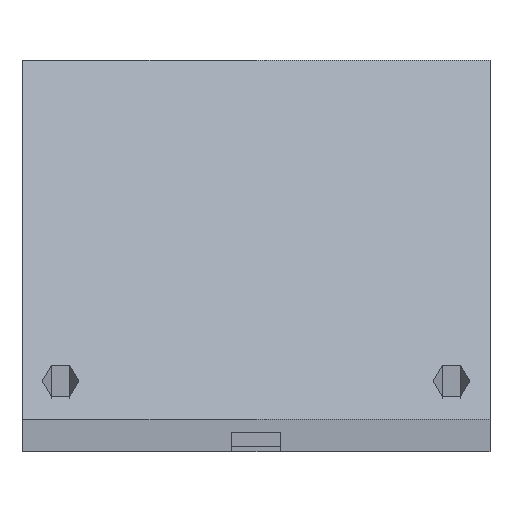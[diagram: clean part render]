
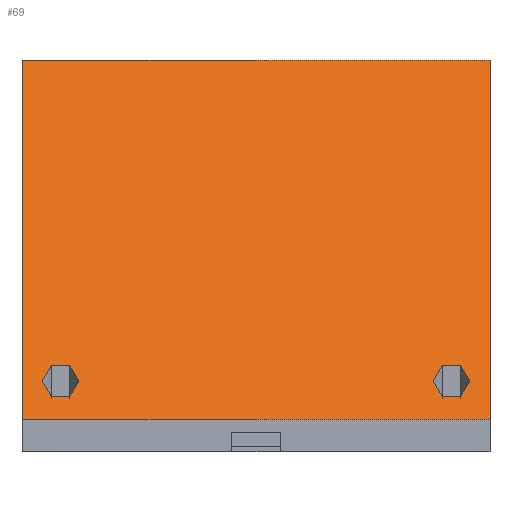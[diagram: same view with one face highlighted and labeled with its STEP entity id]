
A CAD part, front view. The second image highlights one B-rep face of the part: STEP entity #69.
In plain terms, the highlighted planar face has unit normal (0, -0.707, 0.707).
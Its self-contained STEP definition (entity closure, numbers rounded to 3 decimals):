
#20=FACE_BOUND('',#266,.T.);
#21=FACE_BOUND('',#267,.T.);
#69=ADVANCED_FACE('',(#164,#20,#21),#1628,.T.);
#164=FACE_OUTER_BOUND('',#265,.T.);
#265=EDGE_LOOP('',(#503,#504,#505,#506));
#266=EDGE_LOOP('',(#507,#508,#509,#510,#511,#512));
#267=EDGE_LOOP('',(#513,#514,#515,#516,#517,#518));
#503=ORIENTED_EDGE('',*,*,#968,.T.);
#504=ORIENTED_EDGE('',*,*,#966,.F.);
#505=ORIENTED_EDGE('',*,*,#965,.T.);
#506=ORIENTED_EDGE('',*,*,#967,.F.);
#507=ORIENTED_EDGE('',*,*,#952,.T.);
#508=ORIENTED_EDGE('',*,*,#964,.T.);
#509=ORIENTED_EDGE('',*,*,#961,.T.);
#510=ORIENTED_EDGE('',*,*,#960,.T.);
#511=ORIENTED_EDGE('',*,*,#957,.T.);
#512=ORIENTED_EDGE('',*,*,#954,.T.);
#513=ORIENTED_EDGE('',*,*,#934,.T.);
#514=ORIENTED_EDGE('',*,*,#946,.T.);
#515=ORIENTED_EDGE('',*,*,#943,.T.);
#516=ORIENTED_EDGE('',*,*,#942,.T.);
#517=ORIENTED_EDGE('',*,*,#939,.T.);
#518=ORIENTED_EDGE('',*,*,#936,.T.);
#934=EDGE_CURVE('',#1460,#1461,#1238,.T.);
#936=EDGE_CURVE('',#1462,#1460,#1240,.T.);
#939=EDGE_CURVE('',#1463,#1462,#1243,.T.);
#942=EDGE_CURVE('',#1464,#1463,#1246,.T.);
#943=EDGE_CURVE('',#1465,#1464,#1247,.T.);
#946=EDGE_CURVE('',#1461,#1465,#1250,.T.);
#952=EDGE_CURVE('',#1473,#1474,#1256,.T.);
#954=EDGE_CURVE('',#1475,#1473,#1258,.T.);
#957=EDGE_CURVE('',#1476,#1475,#1261,.T.);
#960=EDGE_CURVE('',#1477,#1476,#1264,.T.);
#961=EDGE_CURVE('',#1478,#1477,#1265,.T.);
#964=EDGE_CURVE('',#1474,#1478,#1268,.T.);
#965=EDGE_CURVE('',#1479,#1480,#1269,.T.);
#966=EDGE_CURVE('',#1479,#1481,#1270,.T.);
#967=EDGE_CURVE('',#1482,#1480,#1271,.T.);
#968=EDGE_CURVE('',#1482,#1481,#1272,.T.);
#1238=B_SPLINE_CURVE_WITH_KNOTS('',3,(#2423,#2424,#2425,#2426),
 .UNSPECIFIED.,.F.,.F.,(4,4),(0.,4.365),.UNSPECIFIED.);
#1240=B_SPLINE_CURVE_WITH_KNOTS('',1,(#2429,#2430),.UNSPECIFIED.,.F.,.F.,
(2,2),(-6.6,-3.3),.UNSPECIFIED.);
#1243=B_SPLINE_CURVE_WITH_KNOTS('',3,(#2435,#2436,#2437,#2438),
 .UNSPECIFIED.,.F.,.F.,(4,4),(0.,4.365),.UNSPECIFIED.);
#1246=B_SPLINE_CURVE_WITH_KNOTS('',3,(#2443,#2444,#2445,#2446),
 .UNSPECIFIED.,.F.,.F.,(4,4),(0.,4.365),.UNSPECIFIED.);
#1247=B_SPLINE_CURVE_WITH_KNOTS('',1,(#2447,#2448),.UNSPECIFIED.,.F.,.F.,
(2,2),(-16.5,-13.2),.UNSPECIFIED.);
#1250=B_SPLINE_CURVE_WITH_KNOTS('',3,(#2453,#2454,#2455,#2456),
 .UNSPECIFIED.,.F.,.F.,(4,4),(0.,4.365),.UNSPECIFIED.);
#1256=B_SPLINE_CURVE_WITH_KNOTS('',3,(#2467,#2468,#2469,#2470),
 .UNSPECIFIED.,.F.,.F.,(4,4),(0.,4.365),.UNSPECIFIED.);
#1258=B_SPLINE_CURVE_WITH_KNOTS('',1,(#2473,#2474),.UNSPECIFIED.,.F.,.F.,
(2,2),(-6.6,-3.3),.UNSPECIFIED.);
#1261=B_SPLINE_CURVE_WITH_KNOTS('',3,(#2479,#2480,#2481,#2482),
 .UNSPECIFIED.,.F.,.F.,(4,4),(0.,4.365),.UNSPECIFIED.);
#1264=B_SPLINE_CURVE_WITH_KNOTS('',3,(#2487,#2488,#2489,#2490),
 .UNSPECIFIED.,.F.,.F.,(4,4),(0.,4.365),.UNSPECIFIED.);
#1265=B_SPLINE_CURVE_WITH_KNOTS('',1,(#2491,#2492),.UNSPECIFIED.,.F.,.F.,
(2,2),(-16.5,-13.2),.UNSPECIFIED.);
#1268=B_SPLINE_CURVE_WITH_KNOTS('',3,(#2497,#2498,#2499,#2500),
 .UNSPECIFIED.,.F.,.F.,(4,4),(0.,4.365),.UNSPECIFIED.);
#1269=B_SPLINE_CURVE_WITH_KNOTS('',1,(#2501,#2502),.UNSPECIFIED.,.F.,.F.,
(2,2),(0.,85.),.UNSPECIFIED.);
#1270=B_SPLINE_CURVE_WITH_KNOTS('',1,(#2503,#2504),.UNSPECIFIED.,.F.,.F.,
(2,2),(0.,92.224),.UNSPECIFIED.);
#1271=B_SPLINE_CURVE_WITH_KNOTS('',1,(#2505,#2506),.UNSPECIFIED.,.F.,.F.,
(2,2),(-92.224,0.),.UNSPECIFIED.);
#1272=B_SPLINE_CURVE_WITH_KNOTS('',1,(#2507,#2508),.UNSPECIFIED.,.F.,.F.,
(2,2),(-85.,0.),.UNSPECIFIED.);
#1460=VERTEX_POINT('',#2170);
#1461=VERTEX_POINT('',#2171);
#1462=VERTEX_POINT('',#2172);
#1463=VERTEX_POINT('',#2173);
#1464=VERTEX_POINT('',#2174);
#1465=VERTEX_POINT('',#2175);
#1473=VERTEX_POINT('',#2183);
#1474=VERTEX_POINT('',#2184);
#1475=VERTEX_POINT('',#2185);
#1476=VERTEX_POINT('',#2186);
#1477=VERTEX_POINT('',#2187);
#1478=VERTEX_POINT('',#2188);
#1479=VERTEX_POINT('',#2189);
#1480=VERTEX_POINT('',#2190);
#1481=VERTEX_POINT('',#2191);
#1482=VERTEX_POINT('',#2192);
#1628=PLANE('',#1801);
#1801=AXIS2_PLACEMENT_3D('',#2057,#1919,$);
#1919=DIRECTION('',(0.,-0.707,0.707));
#2057=CARTESIAN_POINT('',(-37.991,13.143,114.545));
#2170=CARTESIAN_POINT('',(-29.341,-42.212,59.191));
#2171=CARTESIAN_POINT('',(-27.691,-45.069,56.333));
#2172=CARTESIAN_POINT('',(-32.641,-42.212,59.191));
#2173=CARTESIAN_POINT('',(-34.291,-45.069,56.333));
#2174=CARTESIAN_POINT('',(-32.641,-47.927,53.475));
#2175=CARTESIAN_POINT('',(-29.341,-47.927,53.475));
#2183=CARTESIAN_POINT('',(41.659,-42.212,59.191));
#2184=CARTESIAN_POINT('',(43.309,-45.069,56.333));
#2185=CARTESIAN_POINT('',(38.359,-42.212,59.191));
#2186=CARTESIAN_POINT('',(36.709,-45.069,56.333));
#2187=CARTESIAN_POINT('',(38.359,-47.927,53.475));
#2188=CARTESIAN_POINT('',(41.659,-47.927,53.475));
#2189=CARTESIAN_POINT('',(47.009,13.143,114.545));
#2190=CARTESIAN_POINT('',(-37.991,13.143,114.545));
#2191=CARTESIAN_POINT('',(47.009,-52.069,49.333));
#2192=CARTESIAN_POINT('',(-37.991,-52.069,49.333));
#2423=CARTESIAN_POINT('',(-29.341,-42.212,59.191));
#2424=CARTESIAN_POINT('',(-28.791,-43.164,58.238));
#2425=CARTESIAN_POINT('',(-28.241,-44.117,57.286));
#2426=CARTESIAN_POINT('',(-27.691,-45.069,56.333));
#2429=CARTESIAN_POINT('',(-32.641,-42.212,59.191));
#2430=CARTESIAN_POINT('',(-29.341,-42.212,59.191));
#2435=CARTESIAN_POINT('',(-34.291,-45.069,56.333));
#2436=CARTESIAN_POINT('',(-33.741,-44.117,57.286));
#2437=CARTESIAN_POINT('',(-33.191,-43.164,58.238));
#2438=CARTESIAN_POINT('',(-32.641,-42.212,59.191));
#2443=CARTESIAN_POINT('',(-32.641,-47.927,53.475));
#2444=CARTESIAN_POINT('',(-33.191,-46.975,54.428));
#2445=CARTESIAN_POINT('',(-33.741,-46.022,55.38));
#2446=CARTESIAN_POINT('',(-34.291,-45.069,56.333));
#2447=CARTESIAN_POINT('',(-29.341,-47.927,53.475));
#2448=CARTESIAN_POINT('',(-32.641,-47.927,53.475));
#2453=CARTESIAN_POINT('',(-27.691,-45.069,56.333));
#2454=CARTESIAN_POINT('',(-28.241,-46.022,55.38));
#2455=CARTESIAN_POINT('',(-28.791,-46.975,54.428));
#2456=CARTESIAN_POINT('',(-29.341,-47.927,53.475));
#2467=CARTESIAN_POINT('',(41.659,-42.212,59.191));
#2468=CARTESIAN_POINT('',(42.209,-43.164,58.238));
#2469=CARTESIAN_POINT('',(42.759,-44.117,57.286));
#2470=CARTESIAN_POINT('',(43.309,-45.069,56.333));
#2473=CARTESIAN_POINT('',(38.359,-42.212,59.191));
#2474=CARTESIAN_POINT('',(41.659,-42.212,59.191));
#2479=CARTESIAN_POINT('',(36.709,-45.069,56.333));
#2480=CARTESIAN_POINT('',(37.259,-44.117,57.286));
#2481=CARTESIAN_POINT('',(37.809,-43.164,58.238));
#2482=CARTESIAN_POINT('',(38.359,-42.212,59.191));
#2487=CARTESIAN_POINT('',(38.359,-47.927,53.475));
#2488=CARTESIAN_POINT('',(37.809,-46.975,54.428));
#2489=CARTESIAN_POINT('',(37.259,-46.022,55.38));
#2490=CARTESIAN_POINT('',(36.709,-45.069,56.333));
#2491=CARTESIAN_POINT('',(41.659,-47.927,53.475));
#2492=CARTESIAN_POINT('',(38.359,-47.927,53.475));
#2497=CARTESIAN_POINT('',(43.309,-45.069,56.333));
#2498=CARTESIAN_POINT('',(42.759,-46.022,55.38));
#2499=CARTESIAN_POINT('',(42.209,-46.975,54.428));
#2500=CARTESIAN_POINT('',(41.659,-47.927,53.475));
#2501=CARTESIAN_POINT('',(47.009,13.143,114.545));
#2502=CARTESIAN_POINT('',(-37.991,13.143,114.545));
#2503=CARTESIAN_POINT('',(47.009,13.143,114.545));
#2504=CARTESIAN_POINT('',(47.009,-52.069,49.333));
#2505=CARTESIAN_POINT('',(-37.991,-52.069,49.333));
#2506=CARTESIAN_POINT('',(-37.991,13.143,114.545));
#2507=CARTESIAN_POINT('',(-37.991,-52.069,49.333));
#2508=CARTESIAN_POINT('',(47.009,-52.069,49.333));
